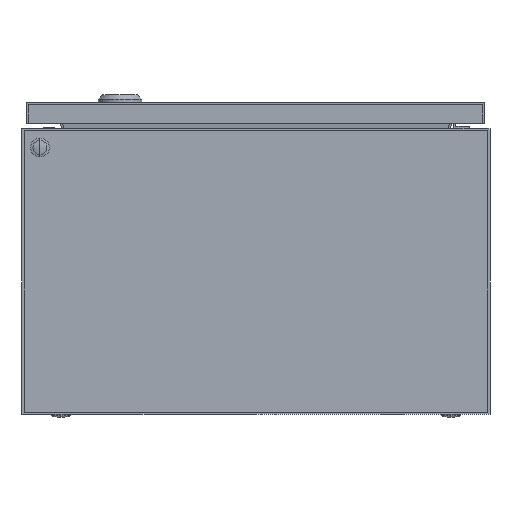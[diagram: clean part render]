
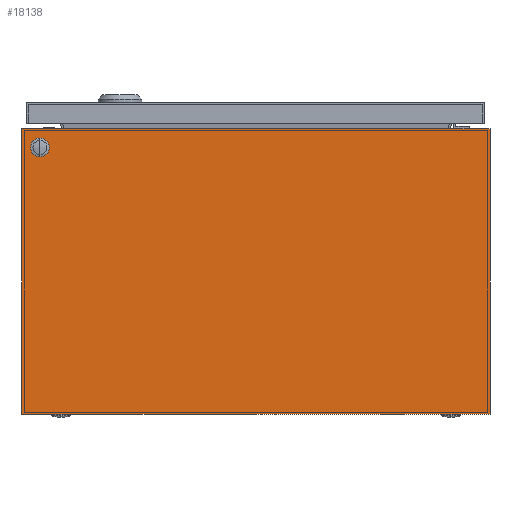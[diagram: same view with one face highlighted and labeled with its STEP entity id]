
A CAD part, front view. The second image highlights one B-rep face of the part: STEP entity #18138.
In plain terms, the highlighted planar face has unit normal (0, -1, 0).
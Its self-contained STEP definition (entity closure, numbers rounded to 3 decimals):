
#552 = CIRCLE ( 'NONE', #28592, 4.5 ) ;
#1254 = DIRECTION ( 'NONE',  ( 0., 0., -1. ) ) ;
#2562 = ORIENTED_EDGE ( 'NONE', *, *, #23967, .T. ) ;
#3527 = LINE ( 'NONE', #36761, #19036 ) ;
#4662 = VECTOR ( 'NONE', #15020, 1000. ) ;
#4821 = CARTESIAN_POINT ( 'NONE',  ( 11.5, 0., 166.5 ) ) ;
#6100 = CARTESIAN_POINT ( 'NONE',  ( 300., 0., 183. ) ) ;
#6987 = CARTESIAN_POINT ( 'NONE',  ( 11.5, 0., 175.5 ) ) ;
#8064 = CARTESIAN_POINT ( 'NONE',  ( 11.5, 0., 171. ) ) ;
#10120 = CARTESIAN_POINT ( 'NONE',  ( 0., 0., 183. ) ) ;
#10223 = ORIENTED_EDGE ( 'NONE', *, *, #30472, .F. ) ;
#10665 = DIRECTION ( 'NONE',  ( 1., 0., 0. ) ) ;
#11849 = CARTESIAN_POINT ( 'NONE',  ( 0., 0., 183. ) ) ;
#13485 = AXIS2_PLACEMENT_3D ( 'NONE', #19006, #49598, #30317 ) ;
#13545 = CARTESIAN_POINT ( 'NONE',  ( 300., 0., 0. ) ) ;
#14418 = ORIENTED_EDGE ( 'NONE', *, *, #34942, .F. ) ;
#14420 = LINE ( 'NONE', #45063, #34296 ) ;
#15020 = DIRECTION ( 'NONE',  ( 1., 0., 0. ) ) ;
#15402 = VERTEX_POINT ( 'NONE', #11849 ) ;
#16327 = VERTEX_POINT ( 'NONE', #13545 ) ;
#18138 = ADVANCED_FACE ( 'NONE', ( #19751, #38126 ), #34588, .F. ) ;
#19006 = CARTESIAN_POINT ( 'NONE',  ( 0., 0., 183. ) ) ;
#19036 = VECTOR ( 'NONE', #45909, 1000. ) ;
#19372 = ORIENTED_EDGE ( 'NONE', *, *, #42361, .T. ) ;
#19751 = FACE_BOUND ( 'NONE', #47871, .T. ) ;
#20854 = CIRCLE ( 'NONE', #41728, 4.5 ) ;
#20915 = CARTESIAN_POINT ( 'NONE',  ( 0., 0., 0. ) ) ;
#21646 = DIRECTION ( 'NONE',  ( 0., 0., -1. ) ) ;
#22084 = CARTESIAN_POINT ( 'NONE',  ( 300., 0., 183. ) ) ;
#23967 = EDGE_CURVE ( 'NONE', #35821, #16327, #14420, .T. ) ;
#24692 = EDGE_LOOP ( 'NONE', ( #42826, #31601, #19372, #2562 ) ) ;
#26649 = DIRECTION ( 'NONE',  ( 0., 0., -1. ) ) ;
#27079 = VECTOR ( 'NONE', #21646, 1000. ) ;
#28109 = VERTEX_POINT ( 'NONE', #6987 ) ;
#28592 = AXIS2_PLACEMENT_3D ( 'NONE', #8064, #34462, #26649 ) ;
#30317 = DIRECTION ( 'NONE',  ( 0., 0., 1. ) ) ;
#30472 = EDGE_CURVE ( 'NONE', #30515, #28109, #552, .T. ) ;
#30515 = VERTEX_POINT ( 'NONE', #4821 ) ;
#31601 = ORIENTED_EDGE ( 'NONE', *, *, #42307, .F. ) ;
#34296 = VECTOR ( 'NONE', #10665, 1000. ) ;
#34462 = DIRECTION ( 'NONE',  ( 0., -1., 0. ) ) ;
#34588 = PLANE ( 'NONE',  #13485 ) ;
#34942 = EDGE_CURVE ( 'NONE', #28109, #30515, #20854, .T. ) ;
#35821 = VERTEX_POINT ( 'NONE', #20915 ) ;
#36139 = DIRECTION ( 'NONE',  ( 0., -1., 0. ) ) ;
#36761 = CARTESIAN_POINT ( 'NONE',  ( 0., 0., 183. ) ) ;
#38126 = FACE_OUTER_BOUND ( 'NONE', #24692, .T. ) ;
#39642 = CARTESIAN_POINT ( 'NONE',  ( 11.5, 0., 171. ) ) ;
#41728 = AXIS2_PLACEMENT_3D ( 'NONE', #39642, #36139, #1254 ) ;
#42307 = EDGE_CURVE ( 'NONE', #15402, #48472, #49420, .T. ) ;
#42354 = EDGE_CURVE ( 'NONE', #48472, #16327, #45433, .T. ) ;
#42361 = EDGE_CURVE ( 'NONE', #15402, #35821, #3527, .T. ) ;
#42826 = ORIENTED_EDGE ( 'NONE', *, *, #42354, .F. ) ;
#45063 = CARTESIAN_POINT ( 'NONE',  ( 0., 0., 0. ) ) ;
#45433 = LINE ( 'NONE', #6100, #27079 ) ;
#45909 = DIRECTION ( 'NONE',  ( 0., 0., -1. ) ) ;
#47871 = EDGE_LOOP ( 'NONE', ( #10223, #14418 ) ) ;
#48472 = VERTEX_POINT ( 'NONE', #22084 ) ;
#49420 = LINE ( 'NONE', #10120, #4662 ) ;
#49598 = DIRECTION ( 'NONE',  ( 0., 1., 0. ) ) ;
